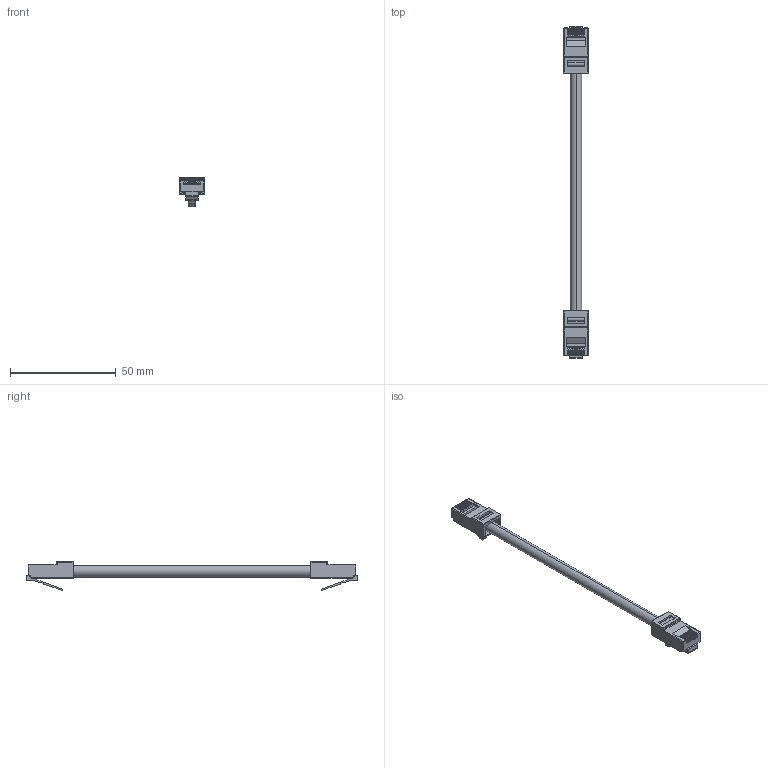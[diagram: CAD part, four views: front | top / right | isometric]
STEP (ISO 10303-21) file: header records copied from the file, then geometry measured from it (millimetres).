
FILE_DESCRIPTION (( 'STEP AP214' ), '1' );
FILE_NAME ('TMD10020020008-008F_3D.step', '2025-01-21T17:28:58', ( '' ), ( '' ), 'SwSTEP 2.0', 'SolidWorks 2022', '' );
FILE_SCHEMA (( 'AUTOMOTIVE_DESIGN' ));
Length unit declared in the file: inch
Products named in the file (7): 1AD02-008; 1AD02-008-MA3; 1AD02-008-MA1; TMD10020020008-008F_3D; 1AL03-030; 1AD02-008_with crimped pins; 1AD02-008-MA2
Assembly tree (13 placements, depth 3):
  TMD10020020008-008F_3D
    1AD02-008_with crimped pins  x2
      1AD02-008
      1AD02-008-MA1
      1AD02-008-MA2
      1AD02-008-MA3
    1AL03-030
Bounding box: 11.68 x 156.66 x 14 mm (x, y, z)
Volume: 5000.2 mm3; surface area: 7272.8 mm2
Topology: 21 solids, 21 shells, 1368 faces, 3754 edges, 2370 vertices
Faces by surface type: plane 1020, cylinder 274, bspline 54, sphere 16, torus 4
Entity records: 14668 total; most frequent: CARTESIAN_POINT 3568, ORIENTED_EDGE 2394, DIRECTION 2083, EDGE_CURVE 1197, LINE 907, VECTOR 907, VERTEX_POINT 763, AXIS2_PLACEMENT_3D 588
